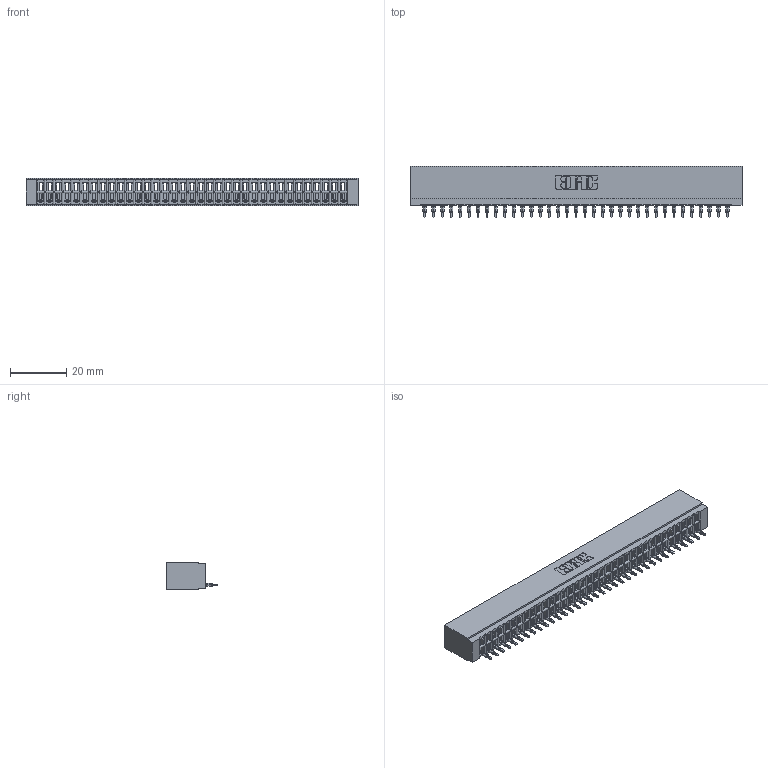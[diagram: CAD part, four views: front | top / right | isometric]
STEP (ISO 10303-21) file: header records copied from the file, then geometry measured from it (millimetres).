
FILE_DESCRIPTION (( 'STEP AP203' ), '1' );
FILE_NAME ('726-035-525-101.STEP', '2020-05-28T05:53:27', ( '' ), ( '' ), 'SwSTEP 2.0', 'SolidWorks 2020', '' );
FILE_SCHEMA (( 'CONFIG_CONTROL_DESIGN' ));
Length unit declared in the file: inch
Products named in the file (3): 746-292-001_525; 726-035-525-101; 726 Part_.515 Slot Depth - 01
Assembly tree (36 placements, depth 2):
  726-035-525-101
    726 Part_.515 Slot Depth - 01
    746-292-001_525  x35
Bounding box: 118.36 x 18.4 x 9.91 mm (x, y, z)
Volume: 10566.8 mm3; surface area: 15855.3 mm2
Topology: 36 solids, 36 shells, 3877 faces, 11008 edges, 7070 vertices
Faces by surface type: plane 2260, cylinder 707, bspline 700, torus 210
Entity records: 53881 total; most frequent: CARTESIAN_POINT 10960, ORIENTED_EDGE 9436, DIRECTION 7820, EDGE_CURVE 4718, LINE 4184, VECTOR 4184, VERTEX_POINT 3126, AXIS2_PLACEMENT_3D 1818
